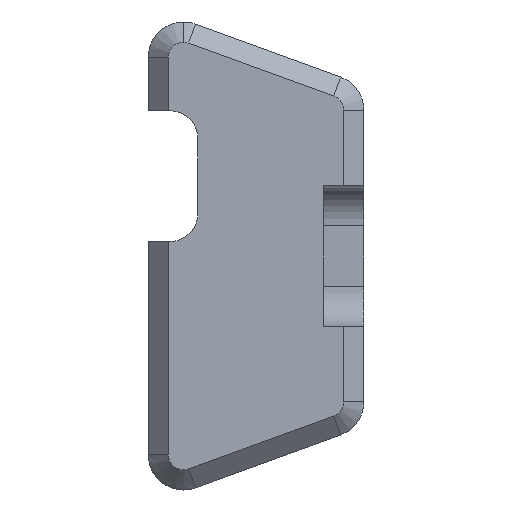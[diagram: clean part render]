
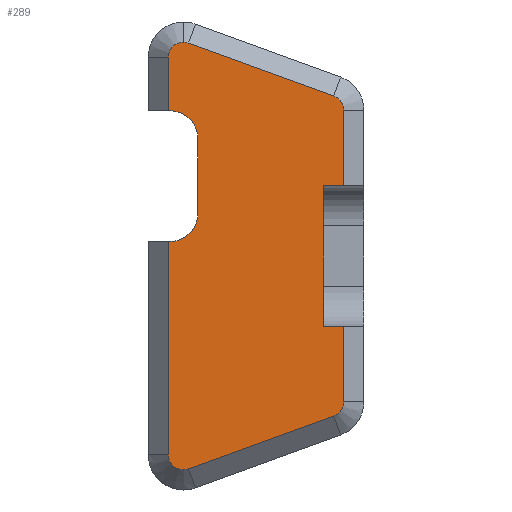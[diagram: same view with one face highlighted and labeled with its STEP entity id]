
A CAD part, front view. The second image highlights one B-rep face of the part: STEP entity #289.
In plain terms, the highlighted planar face has unit normal (0, -1, 0).
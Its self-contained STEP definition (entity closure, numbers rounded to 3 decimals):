
#123=CARTESIAN_POINT('',(0.,711.04,0.));
#124=DIRECTION('',(0.,-1.,0.));
#125=DIRECTION('',(0.,0.,-1.));
#126=AXIS2_PLACEMENT_3D('',#123,#124,#125);
#127=PLANE('',#126);
#128=CARTESIAN_POINT('',(22.645,711.04,-21.128));
#129=VERTEX_POINT('',#128);
#130=CARTESIAN_POINT('',(22.645,711.04,-23.783));
#131=VERTEX_POINT('',#130);
#132=CARTESIAN_POINT('',(22.645,711.04,-21.128));
#133=DIRECTION('',(0.,0.,-1.));
#134=VECTOR('',#133,2.655);
#135=LINE('',#132,#134);
#136=EDGE_CURVE('',#129,#131,#135,.T.);
#137=ORIENTED_EDGE('',*,*,#136,.T.);
#138=CARTESIAN_POINT('',(22.718,711.04,-23.783));
#139=VERTEX_POINT('',#138);
#140=CARTESIAN_POINT('',(22.645,711.04,-23.783));
#141=DIRECTION('',(1.,0.,-0.));
#142=VECTOR('',#141,0.073);
#143=LINE('',#140,#142);
#144=EDGE_CURVE('',#131,#139,#143,.T.);
#145=ORIENTED_EDGE('',*,*,#144,.T.);
#146=CARTESIAN_POINT('',(24.118,711.04,-25.183));
#147=VERTEX_POINT('',#146);
#148=CARTESIAN_POINT('',(22.718,711.04,-25.183));
#149=DIRECTION('',(-0.,1.,-0.));
#150=DIRECTION('',(0.,0.,-1.));
#151=AXIS2_PLACEMENT_3D('',#148,#149,#150);
#152=CIRCLE('',#151,1.4);
#153=EDGE_CURVE('',#139,#147,#152,.T.);
#154=ORIENTED_EDGE('',*,*,#153,.T.);
#155=CARTESIAN_POINT('',(24.118,711.04,-28.883));
#156=VERTEX_POINT('',#155);
#157=CARTESIAN_POINT('',(24.118,711.04,-25.183));
#158=DIRECTION('',(0.,0.,-1.));
#159=VECTOR('',#158,3.7);
#160=LINE('',#157,#159);
#161=EDGE_CURVE('',#147,#156,#160,.T.);
#162=ORIENTED_EDGE('',*,*,#161,.T.);
#163=CARTESIAN_POINT('',(22.718,711.04,-30.283));
#164=VERTEX_POINT('',#163);
#165=CARTESIAN_POINT('',(22.718,711.04,-28.883));
#166=DIRECTION('',(-0.,1.,-0.));
#167=DIRECTION('',(0.,0.,-1.));
#168=AXIS2_PLACEMENT_3D('',#165,#166,#167);
#169=CIRCLE('',#168,1.4);
#170=EDGE_CURVE('',#156,#164,#169,.T.);
#171=ORIENTED_EDGE('',*,*,#170,.T.);
#172=CARTESIAN_POINT('',(22.645,711.04,-30.283));
#173=VERTEX_POINT('',#172);
#174=CARTESIAN_POINT('',(22.718,711.04,-30.283));
#175=DIRECTION('',(-1.,-0.,0.));
#176=VECTOR('',#175,0.073);
#177=LINE('',#174,#176);
#178=EDGE_CURVE('',#164,#173,#177,.T.);
#179=ORIENTED_EDGE('',*,*,#178,.T.);
#180=CARTESIAN_POINT('',(22.645,711.04,-40.872));
#181=VERTEX_POINT('',#180);
#182=CARTESIAN_POINT('',(22.645,711.04,-30.283));
#183=DIRECTION('',(0.,0.,-1.));
#184=VECTOR('',#183,10.589);
#185=LINE('',#182,#184);
#186=EDGE_CURVE('',#173,#181,#185,.T.);
#187=ORIENTED_EDGE('',*,*,#186,.T.);
#188=CARTESIAN_POINT('',(23.651,711.04,-41.576));
#189=VERTEX_POINT('',#188);
#190=CARTESIAN_POINT('',(23.395,711.04,-40.872));
#191=DIRECTION('',(-0.,-1.,-0.));
#192=DIRECTION('',(0.,-0.,1.));
#193=AXIS2_PLACEMENT_3D('',#190,#191,#192);
#194=CIRCLE('',#193,0.75);
#195=EDGE_CURVE('',#181,#189,#194,.T.);
#196=ORIENTED_EDGE('',*,*,#195,.T.);
#197=CARTESIAN_POINT('',(30.862,711.04,-38.952));
#198=VERTEX_POINT('',#197);
#199=CARTESIAN_POINT('',(23.651,711.04,-41.576));
#200=DIRECTION('',(0.94,0.,0.342));
#201=VECTOR('',#200,7.673);
#202=LINE('',#199,#201);
#203=EDGE_CURVE('',#189,#198,#202,.T.);
#204=ORIENTED_EDGE('',*,*,#203,.T.);
#205=CARTESIAN_POINT('',(31.355,711.04,-38.247));
#206=VERTEX_POINT('',#205);
#207=CARTESIAN_POINT('',(30.605,711.04,-38.247));
#208=DIRECTION('',(-0.,-1.,-0.));
#209=DIRECTION('',(0.,-0.,1.));
#210=AXIS2_PLACEMENT_3D('',#207,#208,#209);
#211=CIRCLE('',#210,0.75);
#212=EDGE_CURVE('',#198,#206,#211,.T.);
#213=ORIENTED_EDGE('',*,*,#212,.T.);
#214=CARTESIAN_POINT('',(31.355,711.04,-34.5));
#215=VERTEX_POINT('',#214);
#216=CARTESIAN_POINT('',(31.355,711.04,-38.247));
#217=DIRECTION('',(-0.,-0.,1.));
#218=VECTOR('',#217,3.747);
#219=LINE('',#216,#218);
#220=EDGE_CURVE('',#206,#215,#219,.T.);
#221=ORIENTED_EDGE('',*,*,#220,.T.);
#222=CARTESIAN_POINT('',(30.355,711.04,-34.5));
#223=VERTEX_POINT('',#222);
#224=CARTESIAN_POINT('',(30.355,711.04,-34.5));
#225=DIRECTION('',(1.,-0.,-0.));
#226=VECTOR('',#225,1.);
#227=LINE('',#224,#226);
#228=EDGE_CURVE('',#223,#215,#227,.T.);
#229=ORIENTED_EDGE('',*,*,#228,.F.);
#230=CARTESIAN_POINT('',(30.355,711.04,-27.5));
#231=VERTEX_POINT('',#230);
#232=CARTESIAN_POINT('',(30.355,711.04,-34.5));
#233=DIRECTION('',(-0.,-0.,1.));
#234=VECTOR('',#233,7.);
#235=LINE('',#232,#234);
#236=EDGE_CURVE('',#223,#231,#235,.T.);
#237=ORIENTED_EDGE('',*,*,#236,.T.);
#238=CARTESIAN_POINT('',(31.355,711.04,-27.5));
#239=VERTEX_POINT('',#238);
#240=CARTESIAN_POINT('',(31.355,711.04,-27.5));
#241=DIRECTION('',(-1.,-0.,0.));
#242=VECTOR('',#241,1.);
#243=LINE('',#240,#242);
#244=EDGE_CURVE('',#239,#231,#243,.T.);
#245=ORIENTED_EDGE('',*,*,#244,.F.);
#246=CARTESIAN_POINT('',(31.355,711.04,-23.753));
#247=VERTEX_POINT('',#246);
#248=CARTESIAN_POINT('',(31.355,711.04,-27.5));
#249=DIRECTION('',(-0.,-0.,1.));
#250=VECTOR('',#249,3.747);
#251=LINE('',#248,#250);
#252=EDGE_CURVE('',#239,#247,#251,.T.);
#253=ORIENTED_EDGE('',*,*,#252,.T.);
#254=CARTESIAN_POINT('',(30.862,711.04,-23.048));
#255=VERTEX_POINT('',#254);
#256=CARTESIAN_POINT('',(30.605,711.04,-23.753));
#257=DIRECTION('',(-0.,-1.,-0.));
#258=DIRECTION('',(0.,-0.,1.));
#259=AXIS2_PLACEMENT_3D('',#256,#257,#258);
#260=CIRCLE('',#259,0.75);
#261=EDGE_CURVE('',#247,#255,#260,.T.);
#262=ORIENTED_EDGE('',*,*,#261,.T.);
#263=CARTESIAN_POINT('',(23.651,711.04,-20.424));
#264=VERTEX_POINT('',#263);
#265=CARTESIAN_POINT('',(30.862,711.04,-23.048));
#266=DIRECTION('',(-0.94,0.,0.342));
#267=VECTOR('',#266,7.673);
#268=LINE('',#265,#267);
#269=EDGE_CURVE('',#255,#264,#268,.T.);
#270=ORIENTED_EDGE('',*,*,#269,.T.);
#271=CARTESIAN_POINT('',(23.395,711.04,-20.378));
#272=VERTEX_POINT('',#271);
#273=CARTESIAN_POINT('',(23.395,711.04,-21.128));
#274=DIRECTION('',(-0.,-1.,-0.));
#275=DIRECTION('',(0.,-0.,1.));
#276=AXIS2_PLACEMENT_3D('',#273,#274,#275);
#277=CIRCLE('',#276,0.75);
#278=EDGE_CURVE('',#264,#272,#277,.T.);
#279=ORIENTED_EDGE('',*,*,#278,.T.);
#280=CARTESIAN_POINT('',(23.395,711.04,-21.128));
#281=DIRECTION('',(-0.,-1.,-0.));
#282=DIRECTION('',(0.,-0.,1.));
#283=AXIS2_PLACEMENT_3D('',#280,#281,#282);
#284=CIRCLE('',#283,0.75);
#285=EDGE_CURVE('',#272,#129,#284,.T.);
#286=ORIENTED_EDGE('',*,*,#285,.T.);
#287=EDGE_LOOP('',(#137,#145,#154,#162,#171,#179,#187,#196,#204,#213,#221,#229,#237,#245,#253,#262,#270,#279,#286));
#288=FACE_BOUND('',#287,.T.);
#289=ADVANCED_FACE('',(#288),#127,.T.);
